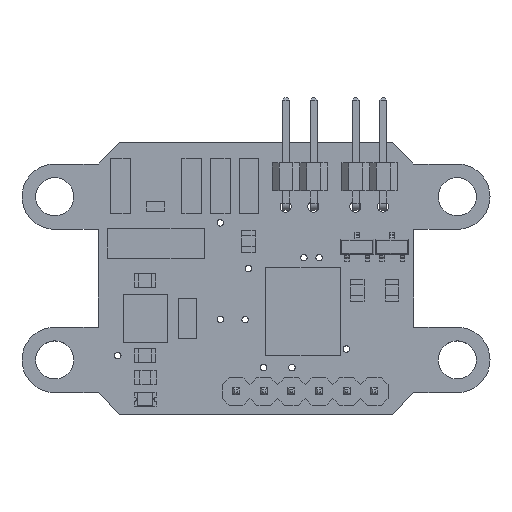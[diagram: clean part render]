
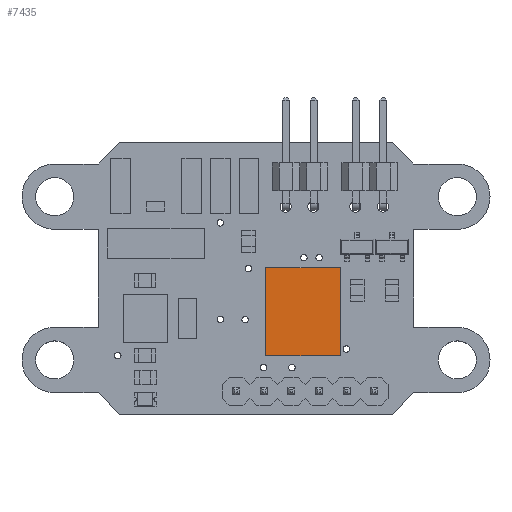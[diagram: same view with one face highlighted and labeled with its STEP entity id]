
A CAD part, top view. The second image highlights one B-rep face of the part: STEP entity #7435.
In plain terms, the highlighted planar face has unit normal (0, 0, 1).
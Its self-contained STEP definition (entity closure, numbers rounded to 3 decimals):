
#380=PLANE('',#8051);
#760=FACE_OUTER_BOUND('',#1218,.T.);
#1218=EDGE_LOOP('',(#5906,#5907,#5908,#5909));
#1858=LINE('',#11268,#2750);
#1861=LINE('',#11274,#2753);
#1864=LINE('',#11280,#2756);
#1867=LINE('',#11284,#2759);
#2750=VECTOR('',#9264,10.);
#2753=VECTOR('',#9269,10.);
#2756=VECTOR('',#9274,10.);
#2759=VECTOR('',#9279,10.);
#3612=VERTEX_POINT('',#11265);
#3613=VERTEX_POINT('',#11267);
#3615=VERTEX_POINT('',#11273);
#3617=VERTEX_POINT('',#11279);
#4422=EDGE_CURVE('',#3613,#3612,#1858,.T.);
#4425=EDGE_CURVE('',#3615,#3613,#1861,.T.);
#4428=EDGE_CURVE('',#3617,#3615,#1864,.T.);
#4431=EDGE_CURVE('',#3612,#3617,#1867,.T.);
#5906=ORIENTED_EDGE('',*,*,#4431,.T.);
#5907=ORIENTED_EDGE('',*,*,#4428,.T.);
#5908=ORIENTED_EDGE('',*,*,#4425,.T.);
#5909=ORIENTED_EDGE('',*,*,#4422,.T.);
#7435=ADVANCED_FACE('',(#760),#380,.T.);
#8051=AXIS2_PLACEMENT_3D('',#11285,#9280,#9281);
#9264=DIRECTION('',(-1.,0.,0.));
#9269=DIRECTION('',(0.,1.,0.));
#9274=DIRECTION('',(1.,0.,0.));
#9279=DIRECTION('',(0.,-1.,0.));
#9280=DIRECTION('center_axis',(0.,0.,1.));
#9281=DIRECTION('ref_axis',(1.,0.,0.));
#11265=CARTESIAN_POINT('',(-3.419,4.05,0.1));
#11267=CARTESIAN_POINT('',(3.42,4.05,0.1));
#11268=CARTESIAN_POINT('',(3.42,4.05,0.1));
#11273=CARTESIAN_POINT('',(3.42,-4.05,0.1));
#11274=CARTESIAN_POINT('',(3.42,-4.05,0.1));
#11279=CARTESIAN_POINT('',(-3.419,-4.05,0.1));
#11280=CARTESIAN_POINT('',(-3.419,-4.05,0.1));
#11284=CARTESIAN_POINT('',(-3.419,4.05,0.1));
#11285=CARTESIAN_POINT('Origin',(0.,0.,0.1));
